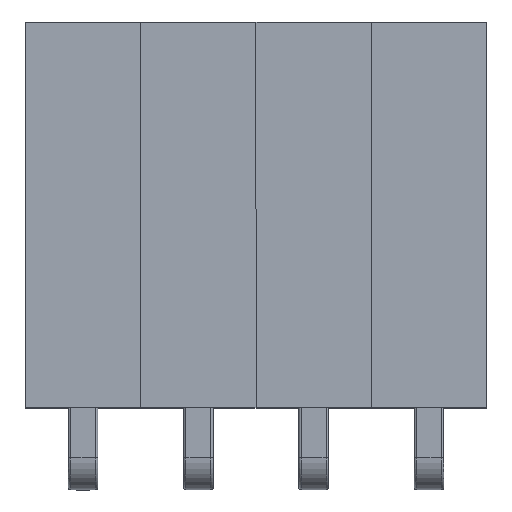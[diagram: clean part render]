
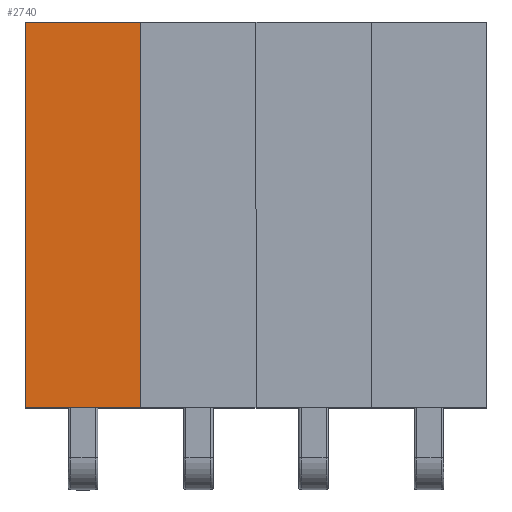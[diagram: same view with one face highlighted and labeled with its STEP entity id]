
A CAD part, top view. The second image highlights one B-rep face of the part: STEP entity #2740.
In plain terms, the highlighted planar face has unit normal (0, 0, 1).
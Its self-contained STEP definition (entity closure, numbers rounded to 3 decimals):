
#128=PLANE('',#3120);
#308=FACE_OUTER_BOUND('',#476,.T.);
#476=EDGE_LOOP('',(#2329,#2330,#2331,#2332));
#519=LINE('',#4117,#717);
#524=LINE('',#4127,#722);
#657=LINE('',#4770,#855);
#675=LINE('',#4851,#873);
#717=VECTOR('',#3253,10.);
#722=VECTOR('',#3262,10.);
#855=VECTOR('',#3859,10.);
#873=VECTOR('',#3975,10.);
#1066=VERTEX_POINT('',#4114);
#1067=VERTEX_POINT('',#4116);
#1070=VERTEX_POINT('',#4126);
#1220=VERTEX_POINT('',#4769);
#1297=EDGE_CURVE('',#1067,#1066,#519,.T.);
#1302=EDGE_CURVE('',#1067,#1070,#524,.T.);
#1563=EDGE_CURVE('',#1070,#1220,#657,.T.);
#1603=EDGE_CURVE('',#1066,#1220,#675,.T.);
#2329=ORIENTED_EDGE('',*,*,#1297,.T.);
#2330=ORIENTED_EDGE('',*,*,#1603,.T.);
#2331=ORIENTED_EDGE('',*,*,#1563,.F.);
#2332=ORIENTED_EDGE('',*,*,#1302,.F.);
#2740=ADVANCED_FACE('',(#308),#128,.T.);
#3120=AXIS2_PLACEMENT_3D('',#4850,#3973,#3974);
#3253=DIRECTION('',(1.,0.,0.));
#3262=DIRECTION('',(0.,1.,0.));
#3859=DIRECTION('',(1.,0.,0.));
#3973=DIRECTION('center_axis',(0.,0.,
1.));
#3974=DIRECTION('ref_axis',(1.,0.,0.));
#3975=DIRECTION('',(0.,1.,0.));
#4114=CARTESIAN_POINT('',(1.27,1.6,2.54));
#4116=CARTESIAN_POINT('',(-1.27,1.6,2.54));
#4117=CARTESIAN_POINT('',(-1.27,1.6,2.54));
#4126=CARTESIAN_POINT('',(-1.27,10.1,2.54));
#4127=CARTESIAN_POINT('',(-1.27,1.6,2.54));
#4769=CARTESIAN_POINT('',(1.27,10.1,2.54));
#4770=CARTESIAN_POINT('',(-1.27,10.1,2.54));
#4850=CARTESIAN_POINT('Origin',(-1.27,1.6,2.54));
#4851=CARTESIAN_POINT('',(1.27,1.6,2.54));
